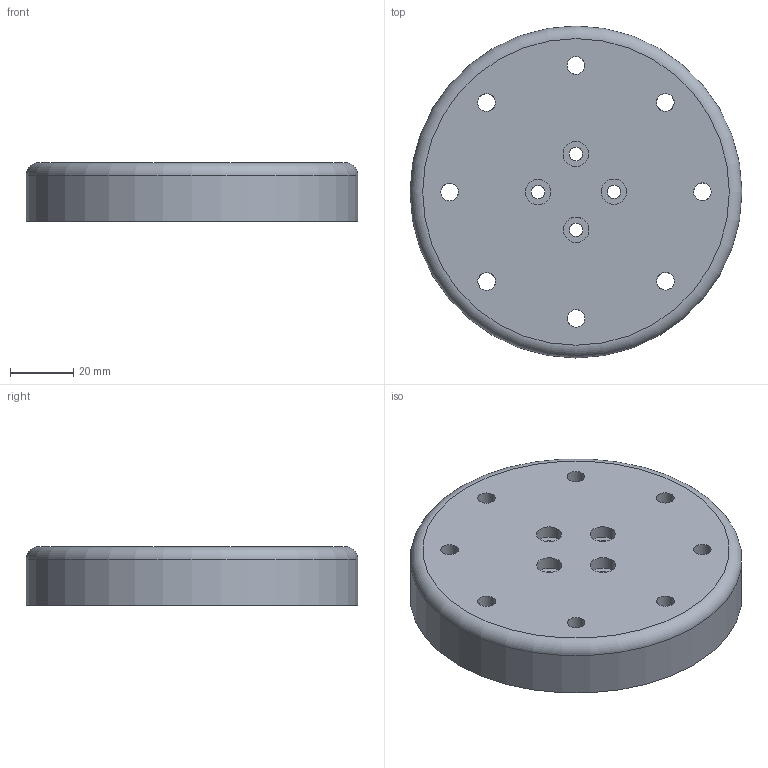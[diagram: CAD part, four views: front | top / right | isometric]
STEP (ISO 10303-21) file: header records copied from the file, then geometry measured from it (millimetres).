
FILE_DESCRIPTION(/* description */ (''),/* implementation_level */ '2;1');
FILE_NAME(/* name */ 'Link_6.step',/* time_stamp */ '2023-03-26T01:55:52-04:00',/* author */ (''),/* organization */ (''),/* preprocessor_version */ 'ST-DEVELOPER v19.2',/* originating_system */ 'Autodesk Translation Framework v11.17.0.187',/* authorisation */ '');
FILE_SCHEMA (('AUTOMOTIVE_DESIGN { 1 0 10303 214 3 1 1 }'));
Length unit declared in the file: millimetre
Products named in the file (1): URDF - J6
Bounding box: 105 x 105 x 18.5 mm (x, y, z)
Volume: 91137.9 mm3; surface area: 26971.2 mm2
Topology: 1 solids, 1 shells, 33 faces, 102 edges, 68 vertices
Faces by surface type: cylinder 25, plane 7, torus 1
Full cylindrical faces by diameter (mm): 4.2 x4, 5.6 x8, 8 x4, 105 x1
Entity records: 1273 total; most frequent: DIRECTION 239, ORIENTED_EDGE 204, CARTESIAN_POINT 204, AXIS2_PLACEMENT_3D 103, EDGE_CURVE 102, CIRCLE 69, VERTEX_POINT 68, EDGE_LOOP 54
